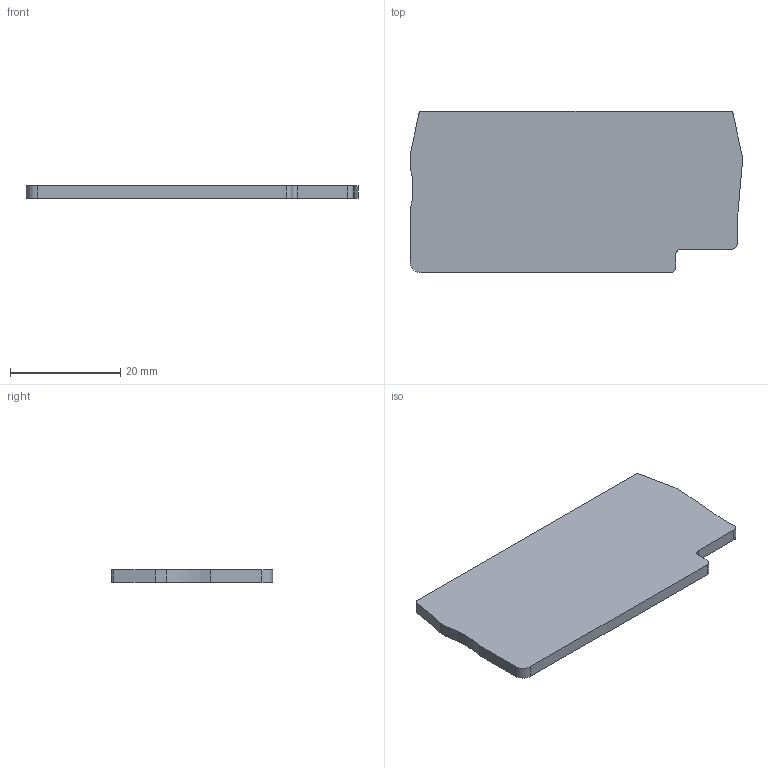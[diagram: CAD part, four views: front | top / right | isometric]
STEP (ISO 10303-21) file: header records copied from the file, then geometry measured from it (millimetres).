
FILE_DESCRIPTION(/* description */ (''),/* implementation_level */ '2;1');
FILE_NAME(/* name */ 'TC1.5-3-GY-EA.stp',/* time_stamp */ '2019-06-19T08:33:26+08:00',/* author */ (''),/* organization */ (''),/* preprocessor_version */ 'ST-DEVELOPER v16',/* originating_system */ 'SIEMENS PLM Software NX 10.0',/* authorisation */ '');
FILE_SCHEMA (('CONFIG_CONTROL_DESIGN'));
Length unit declared in the file: millimetre
Products named in the file (1): SP6100T1901
Bounding box: 60.2 x 29.25 x 2.2 mm (x, y, z)
Volume: 3703.7 mm3; surface area: 3747 mm2
Topology: 1 solids, 1 shells, 21 faces, 57 edges, 38 vertices
Faces by surface type: plane 13, cylinder 8
Entity records: 751 total; most frequent: DIRECTION 117, CARTESIAN_POINT 117, ORIENTED_EDGE 114, EDGE_CURVE 57, LINE 41, VECTOR 41, VERTEX_POINT 38, AXIS2_PLACEMENT_3D 38
